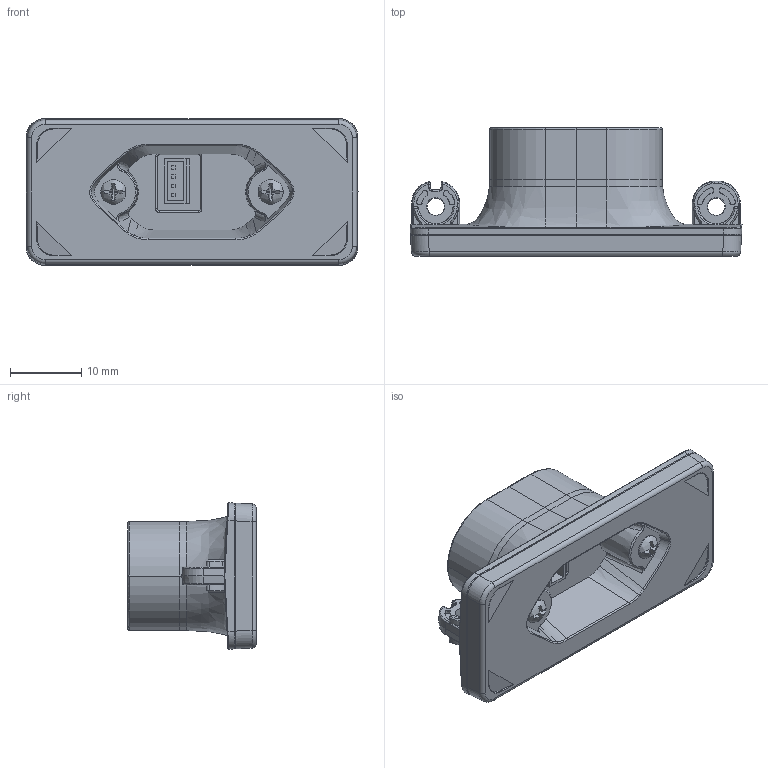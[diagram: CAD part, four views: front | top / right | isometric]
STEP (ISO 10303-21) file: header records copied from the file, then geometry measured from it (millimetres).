
FILE_DESCRIPTION( ('This file contains a STEP AP42 implementation' ,'as created by ZW3D STEP Interface translator.') ,'2;1' );
FILE_NAME( 'STP-23L耀輸.stp' ,'23 626.19 410', (''), ('ZWCAD Software Co.'), 'Version 1.0', 'ZW3D to STEP translator', '' );
FILE_SCHEMA(('AUTOMOTIVE_DESIGN { 1 0 10303 214 1 1 1 1 }'));
Length unit declared in the file: millimetre
Products named in the file (2): 0; STP-23L耀輸.dwg
Bounding box: 46.61 x 17.99 x 20.55 mm (x, y, z)
Volume: 5369.5 mm3; surface area: 7767.8 mm2
Topology: 1 solids, 5 shells, 1109 faces, 2994 edges, 1927 vertices
Faces by surface type: plane 419, cylinder 277, bspline 253, cone 110, torus 42, sphere 8
Entity records: 56621 total; most frequent: CARTESIAN_POINT 30081, ORIENTED_EDGE 5984, DIRECTION 4265, EDGE_CURVE 2992, VERTEX_POINT 1927, AXIS2_PLACEMENT_3D 1468, VECTOR 1329, LINE 1329
